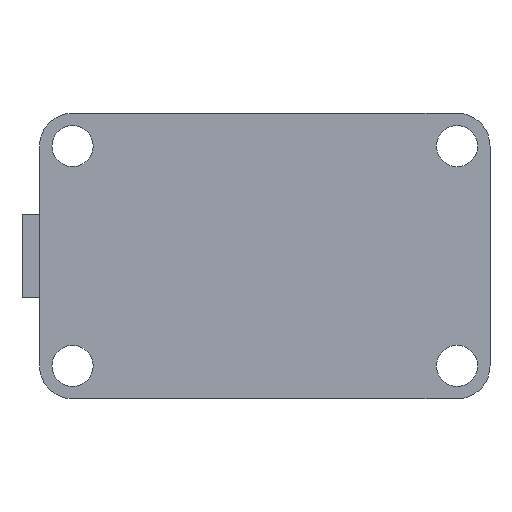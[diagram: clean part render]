
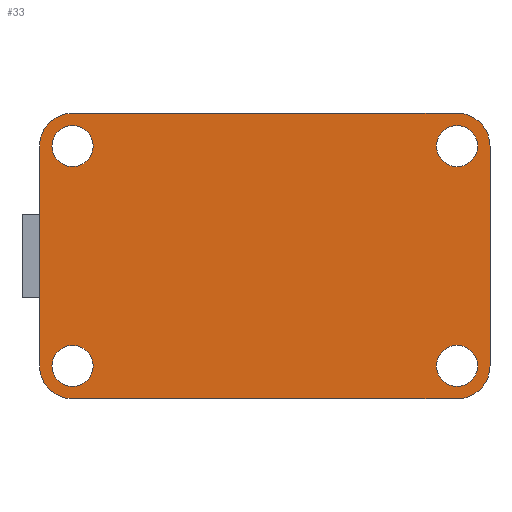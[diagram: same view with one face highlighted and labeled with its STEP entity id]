
A CAD part, front view. The second image highlights one B-rep face of the part: STEP entity #33.
In plain terms, the highlighted planar face has unit normal (0, -1, 0).
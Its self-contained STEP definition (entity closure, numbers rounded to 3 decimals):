
#2 = CARTESIAN_POINT ( 'NONE',  ( 3., -1.6, -24.875 ) ) ;
#4 = FACE_BOUND ( 'NONE', #997, .T. ) ;
#6 = EDGE_CURVE ( 'NONE', #1006, #309, #152, .T. ) ;
#8 = CARTESIAN_POINT ( 'NONE',  ( 38., -1.6, -1.125 ) ) ;
#11 = ORIENTED_EDGE ( 'NONE', *, *, #846, .T. ) ;
#13 = FACE_OUTER_BOUND ( 'NONE', #43, .T. ) ;
#16 = EDGE_CURVE ( 'NONE', #494, #551, #842, .T. ) ;
#20 = CARTESIAN_POINT ( 'NONE',  ( 41., -1.6, -3. ) ) ;
#25 = AXIS2_PLACEMENT_3D ( 'NONE', #568, #698, #232 ) ;
#33 = ADVANCED_FACE ( 'NONE', ( #941, #13, #100, #4, #177 ), #843, .T. ) ;
#36 = EDGE_CURVE ( 'NONE', #891, #1001, #436, .T. ) ;
#37 = ORIENTED_EDGE ( 'NONE', *, *, #533, .T. ) ;
#40 = CIRCLE ( 'NONE', #1090, 1.875 ) ;
#43 = EDGE_LOOP ( 'NONE', ( #519, #81, #1065, #849, #561, #256, #829, #11 ) ) ;
#54 = ORIENTED_EDGE ( 'NONE', *, *, #970, .F. ) ;
#55 = CARTESIAN_POINT ( 'NONE',  ( 38., -1.6, -24.875 ) ) ;
#65 = ORIENTED_EDGE ( 'NONE', *, *, #820, .T. ) ;
#66 = DIRECTION ( 'NONE',  ( 1., 0., 0. ) ) ;
#81 = ORIENTED_EDGE ( 'NONE', *, *, #235, .T. ) ;
#87 = DIRECTION ( 'NONE',  ( 0., -1., 0. ) ) ;
#92 = LINE ( 'NONE', #606, #852 ) ;
#100 = FACE_BOUND ( 'NONE', #357, .T. ) ;
#116 = AXIS2_PLACEMENT_3D ( 'NONE', #255, #180, #951 ) ;
#152 = CIRCLE ( 'NONE', #281, 3. ) ;
#167 = DIRECTION ( 'NONE',  ( 0., 1., 0. ) ) ;
#177 = FACE_BOUND ( 'NONE', #186, .T. ) ;
#180 = DIRECTION ( 'NONE',  ( 0., 1., 0. ) ) ;
#186 = EDGE_LOOP ( 'NONE', ( #980, #738 ) ) ;
#194 = CIRCLE ( 'NONE', #737, 1.875 ) ;
#198 = EDGE_CURVE ( 'NONE', #721, #412, #241, .T. ) ;
#204 = CARTESIAN_POINT ( 'NONE',  ( 38., -1.6, 0. ) ) ;
#211 = EDGE_CURVE ( 'NONE', #975, #346, #40, .T. ) ;
#213 = CARTESIAN_POINT ( 'NONE',  ( 3., -1.6, -26. ) ) ;
#230 = CIRCLE ( 'NONE', #565, 3. ) ;
#232 = DIRECTION ( 'NONE',  ( 0., 0., 1. ) ) ;
#235 = EDGE_CURVE ( 'NONE', #309, #494, #808, .T. ) ;
#241 = CIRCLE ( 'NONE', #933, 1.875 ) ;
#245 = CARTESIAN_POINT ( 'NONE',  ( 3., -1.6, -23. ) ) ;
#251 = CIRCLE ( 'NONE', #516, 1.875 ) ;
#252 = CARTESIAN_POINT ( 'NONE',  ( 38., -1.6, -3. ) ) ;
#255 = CARTESIAN_POINT ( 'NONE',  ( 3., -1.6, -23. ) ) ;
#256 = ORIENTED_EDGE ( 'NONE', *, *, #865, .F. ) ;
#262 = ORIENTED_EDGE ( 'NONE', *, *, #36, .T. ) ;
#267 = CARTESIAN_POINT ( 'NONE',  ( 41., -1.6, -23. ) ) ;
#276 = CARTESIAN_POINT ( 'NONE',  ( 3., -1.6, -23. ) ) ;
#281 = AXIS2_PLACEMENT_3D ( 'NONE', #598, #666, #586 ) ;
#295 = CARTESIAN_POINT ( 'NONE',  ( 3., -1.6, -3. ) ) ;
#296 = AXIS2_PLACEMENT_3D ( 'NONE', #679, #783, #356 ) ;
#301 = DIRECTION ( 'NONE',  ( 0., -1., 0. ) ) ;
#309 = VERTEX_POINT ( 'NONE', #213 ) ;
#316 = DIRECTION ( 'NONE',  ( 0., 0., -1. ) ) ;
#337 = CARTESIAN_POINT ( 'NONE',  ( 38., -1.6, -26. ) ) ;
#340 = DIRECTION ( 'NONE',  ( 0., 0., 1. ) ) ;
#346 = VERTEX_POINT ( 'NONE', #55 ) ;
#351 = CARTESIAN_POINT ( 'NONE',  ( 3., -1.6, 0. ) ) ;
#356 = DIRECTION ( 'NONE',  ( 0., 0., 1. ) ) ;
#357 = EDGE_LOOP ( 'NONE', ( #365, #54 ) ) ;
#365 = ORIENTED_EDGE ( 'NONE', *, *, #198, .F. ) ;
#370 = AXIS2_PLACEMENT_3D ( 'NONE', #276, #760, #683 ) ;
#372 = CARTESIAN_POINT ( 'NONE',  ( 38., -1.6, -23. ) ) ;
#384 = DIRECTION ( 'NONE',  ( 0., -1., 0. ) ) ;
#401 = DIRECTION ( 'NONE',  ( 0., 0., 1. ) ) ;
#412 = VERTEX_POINT ( 'NONE', #1007 ) ;
#417 = VECTOR ( 'NONE', #316, 1000. ) ;
#435 = CARTESIAN_POINT ( 'NONE',  ( 41., -1.6, -3. ) ) ;
#436 = CIRCLE ( 'NONE', #956, 1.875 ) ;
#447 = DIRECTION ( 'NONE',  ( 0., 0., 1. ) ) ;
#463 = EDGE_LOOP ( 'NONE', ( #37, #65 ) ) ;
#465 = VERTEX_POINT ( 'NONE', #435 ) ;
#476 = VERTEX_POINT ( 'NONE', #1012 ) ;
#488 = DIRECTION ( 'NONE',  ( 0., 1., 0. ) ) ;
#494 = VERTEX_POINT ( 'NONE', #337 ) ;
#509 = DIRECTION ( 'NONE',  ( 0., 0., -1. ) ) ;
#515 = CARTESIAN_POINT ( 'NONE',  ( 0., -1.6, -3. ) ) ;
#516 = AXIS2_PLACEMENT_3D ( 'NONE', #245, #665, #340 ) ;
#517 = DIRECTION ( 'NONE',  ( 0., 0., 1. ) ) ;
#519 = ORIENTED_EDGE ( 'NONE', *, *, #6, .T. ) ;
#533 = EDGE_CURVE ( 'NONE', #1061, #825, #1075, .T. ) ;
#537 = EDGE_CURVE ( 'NONE', #692, #465, #769, .T. ) ;
#551 = VERTEX_POINT ( 'NONE', #267 ) ;
#561 = ORIENTED_EDGE ( 'NONE', *, *, #537, .F. ) ;
#564 = CARTESIAN_POINT ( 'NONE',  ( 38., -1.6, -3. ) ) ;
#565 = AXIS2_PLACEMENT_3D ( 'NONE', #734, #831, #509 ) ;
#568 = CARTESIAN_POINT ( 'NONE',  ( 38., -1.6, -23. ) ) ;
#571 = CARTESIAN_POINT ( 'NONE',  ( 0., -1.6, -23. ) ) ;
#581 = DIRECTION ( 'NONE',  ( 0., -1., 0. ) ) ;
#586 = DIRECTION ( 'NONE',  ( 0., 0., -1. ) ) ;
#598 = CARTESIAN_POINT ( 'NONE',  ( 3., -1.6, -23. ) ) ;
#601 = LINE ( 'NONE', #515, #778 ) ;
#606 = CARTESIAN_POINT ( 'NONE',  ( 3., -1.6, 0. ) ) ;
#610 = VECTOR ( 'NONE', #66, 1000. ) ;
#613 = VERTEX_POINT ( 'NONE', #351 ) ;
#665 = DIRECTION ( 'NONE',  ( 0., 1., 0. ) ) ;
#666 = DIRECTION ( 'NONE',  ( 0., -1., 0. ) ) ;
#667 = CARTESIAN_POINT ( 'NONE',  ( 3., -1.6, -21.125 ) ) ;
#679 = CARTESIAN_POINT ( 'NONE',  ( 38., -1.6, -3. ) ) ;
#682 = EDGE_CURVE ( 'NONE', #465, #551, #787, .T. ) ;
#683 = DIRECTION ( 'NONE',  ( 0., 0., -1. ) ) ;
#692 = VERTEX_POINT ( 'NONE', #204 ) ;
#698 = DIRECTION ( 'NONE',  ( 0., -1., 0. ) ) ;
#721 = VERTEX_POINT ( 'NONE', #993 ) ;
#725 = EDGE_CURVE ( 'NONE', #346, #975, #984, .T. ) ;
#734 = CARTESIAN_POINT ( 'NONE',  ( 3., -1.6, -3. ) ) ;
#737 = AXIS2_PLACEMENT_3D ( 'NONE', #1080, #581, #401 ) ;
#738 = ORIENTED_EDGE ( 'NONE', *, *, #725, .F. ) ;
#760 = DIRECTION ( 'NONE',  ( 0., -1., 0. ) ) ;
#768 = AXIS2_PLACEMENT_3D ( 'NONE', #1029, #87, #860 ) ;
#769 = CIRCLE ( 'NONE', #296, 3. ) ;
#778 = VECTOR ( 'NONE', #854, 1000. ) ;
#783 = DIRECTION ( 'NONE',  ( 0., 1., 0. ) ) ;
#787 = LINE ( 'NONE', #20, #417 ) ;
#801 = EDGE_CURVE ( 'NONE', #613, #476, #230, .T. ) ;
#808 = LINE ( 'NONE', #998, #610 ) ;
#820 = EDGE_CURVE ( 'NONE', #825, #1061, #251, .T. ) ;
#822 = DIRECTION ( 'NONE',  ( 0., 0., 1. ) ) ;
#825 = VERTEX_POINT ( 'NONE', #2 ) ;
#829 = ORIENTED_EDGE ( 'NONE', *, *, #801, .T. ) ;
#831 = DIRECTION ( 'NONE',  ( 0., -1., 0. ) ) ;
#842 = CIRCLE ( 'NONE', #768, 3. ) ;
#843 = PLANE ( 'NONE',  #370 ) ;
#846 = EDGE_CURVE ( 'NONE', #476, #1006, #601, .T. ) ;
#849 = ORIENTED_EDGE ( 'NONE', *, *, #682, .F. ) ;
#852 = VECTOR ( 'NONE', #867, 1000. ) ;
#854 = DIRECTION ( 'NONE',  ( 0., 0., -1. ) ) ;
#860 = DIRECTION ( 'NONE',  ( 0., 0., -1. ) ) ;
#865 = EDGE_CURVE ( 'NONE', #613, #692, #92, .T. ) ;
#867 = DIRECTION ( 'NONE',  ( 1., 0., 0. ) ) ;
#891 = VERTEX_POINT ( 'NONE', #8 ) ;
#933 = AXIS2_PLACEMENT_3D ( 'NONE', #295, #384, #447 ) ;
#941 = FACE_BOUND ( 'NONE', #463, .T. ) ;
#951 = DIRECTION ( 'NONE',  ( 0., 0., 1. ) ) ;
#954 = DIRECTION ( 'NONE',  ( 0., 0., 1. ) ) ;
#956 = AXIS2_PLACEMENT_3D ( 'NONE', #252, #167, #517 ) ;
#967 = CIRCLE ( 'NONE', #1035, 1.875 ) ;
#970 = EDGE_CURVE ( 'NONE', #412, #721, #194, .T. ) ;
#975 = VERTEX_POINT ( 'NONE', #1086 ) ;
#980 = ORIENTED_EDGE ( 'NONE', *, *, #211, .F. ) ;
#984 = CIRCLE ( 'NONE', #25, 1.875 ) ;
#993 = CARTESIAN_POINT ( 'NONE',  ( 3., -1.6, -1.125 ) ) ;
#997 = EDGE_LOOP ( 'NONE', ( #262, #1047 ) ) ;
#998 = CARTESIAN_POINT ( 'NONE',  ( 3., -1.6, -26. ) ) ;
#999 = CARTESIAN_POINT ( 'NONE',  ( 38., -1.6, -4.875 ) ) ;
#1001 = VERTEX_POINT ( 'NONE', #999 ) ;
#1006 = VERTEX_POINT ( 'NONE', #571 ) ;
#1007 = CARTESIAN_POINT ( 'NONE',  ( 3., -1.6, -4.875 ) ) ;
#1012 = CARTESIAN_POINT ( 'NONE',  ( 0., -1.6, -3. ) ) ;
#1029 = CARTESIAN_POINT ( 'NONE',  ( 38., -1.6, -23. ) ) ;
#1035 = AXIS2_PLACEMENT_3D ( 'NONE', #564, #488, #822 ) ;
#1047 = ORIENTED_EDGE ( 'NONE', *, *, #1049, .T. ) ;
#1049 = EDGE_CURVE ( 'NONE', #1001, #891, #967, .T. ) ;
#1061 = VERTEX_POINT ( 'NONE', #667 ) ;
#1065 = ORIENTED_EDGE ( 'NONE', *, *, #16, .T. ) ;
#1075 = CIRCLE ( 'NONE', #116, 1.875 ) ;
#1080 = CARTESIAN_POINT ( 'NONE',  ( 3., -1.6, -3. ) ) ;
#1086 = CARTESIAN_POINT ( 'NONE',  ( 38., -1.6, -21.125 ) ) ;
#1090 = AXIS2_PLACEMENT_3D ( 'NONE', #372, #301, #954 ) ;
